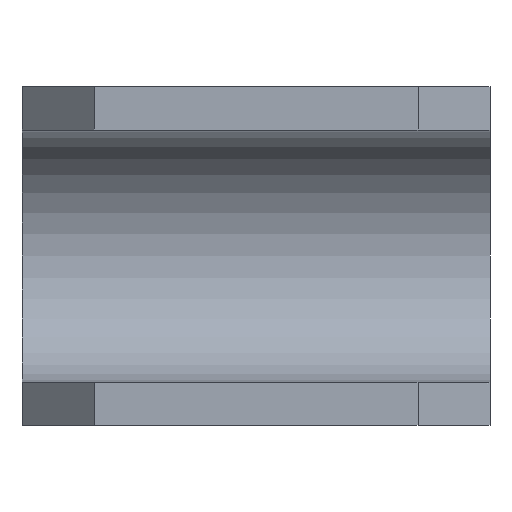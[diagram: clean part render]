
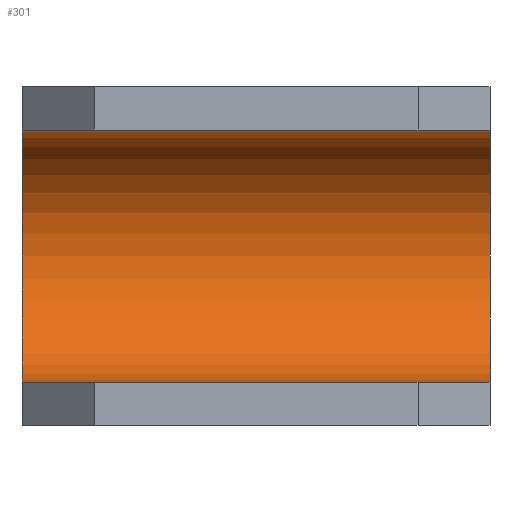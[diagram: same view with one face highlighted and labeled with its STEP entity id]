
A CAD part, front view. The second image highlights one B-rep face of the part: STEP entity #301.
In plain terms, the highlighted cylindrical face has radius 17.5 mm (diameter 35 mm), a partial arc.
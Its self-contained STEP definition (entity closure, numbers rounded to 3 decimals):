
#19 = VECTOR ( 'NONE', #890, 1000. ) ;
#24 = ORIENTED_EDGE ( 'NONE', *, *, #910, .T. ) ;
#58 = CARTESIAN_POINT ( 'NONE',  ( 32.5, 0., 17.5 ) ) ;
#68 = DIRECTION ( 'NONE',  ( 1., 0., 0. ) ) ;
#70 = ORIENTED_EDGE ( 'NONE', *, *, #653, .F. ) ;
#115 = EDGE_CURVE ( 'NONE', #981, #332, #1148, .T. ) ;
#144 = CIRCLE ( 'NONE', #1175, 17.5 ) ;
#184 = CARTESIAN_POINT ( 'NONE',  ( 32.5, 0., 17.5 ) ) ;
#254 = DIRECTION ( 'NONE',  ( -1., 0., 0. ) ) ;
#292 = CYLINDRICAL_SURFACE ( 'NONE', #1211, 17.5 ) ;
#301 = ADVANCED_FACE ( 'NONE', ( #1259 ), #292, .F. ) ;
#332 = VERTEX_POINT ( 'NONE', #958 ) ;
#365 = DIRECTION ( 'NONE',  ( 0., 0., -1. ) ) ;
#397 = VERTEX_POINT ( 'NONE', #815 ) ;
#464 = CARTESIAN_POINT ( 'NONE',  ( -32.5, 0., 0. ) ) ;
#492 = CIRCLE ( 'NONE', #512, 17.5 ) ;
#497 = LINE ( 'NONE', #184, #19 ) ;
#511 = CARTESIAN_POINT ( 'NONE',  ( 32.5, 0., -17.5 ) ) ;
#512 = AXIS2_PLACEMENT_3D ( 'NONE', #464, #838, #365 ) ;
#561 = CARTESIAN_POINT ( 'NONE',  ( 32.5, 0., 0. ) ) ;
#592 = DIRECTION ( 'NONE',  ( 0., 0., 1. ) ) ;
#615 = VERTEX_POINT ( 'NONE', #58 ) ;
#653 = EDGE_CURVE ( 'NONE', #332, #397, #492, .T. ) ;
#660 = CARTESIAN_POINT ( 'NONE',  ( 32.5, 0., -17.5 ) ) ;
#687 = CARTESIAN_POINT ( 'NONE',  ( 32.5, 0., 0. ) ) ;
#739 = EDGE_CURVE ( 'NONE', #981, #615, #144, .T. ) ;
#751 = ORIENTED_EDGE ( 'NONE', *, *, #739, .T. ) ;
#761 = VECTOR ( 'NONE', #254, 1000. ) ;
#815 = CARTESIAN_POINT ( 'NONE',  ( -32.5, 0., 17.5 ) ) ;
#838 = DIRECTION ( 'NONE',  ( 1., 0., 0. ) ) ;
#890 = DIRECTION ( 'NONE',  ( -1., 0., 0. ) ) ;
#910 = EDGE_CURVE ( 'NONE', #615, #397, #497, .T. ) ;
#958 = CARTESIAN_POINT ( 'NONE',  ( -32.5, 0., -17.5 ) ) ;
#968 = DIRECTION ( 'NONE',  ( -1., 0., 0. ) ) ;
#981 = VERTEX_POINT ( 'NONE', #511 ) ;
#992 = EDGE_LOOP ( 'NONE', ( #70, #1210, #751, #24 ) ) ;
#1148 = LINE ( 'NONE', #660, #761 ) ;
#1175 = AXIS2_PLACEMENT_3D ( 'NONE', #561, #68, #1249 ) ;
#1210 = ORIENTED_EDGE ( 'NONE', *, *, #115, .F. ) ;
#1211 = AXIS2_PLACEMENT_3D ( 'NONE', #687, #968, #592 ) ;
#1249 = DIRECTION ( 'NONE',  ( 0., 0., -1. ) ) ;
#1259 = FACE_OUTER_BOUND ( 'NONE', #992, .T. ) ;
